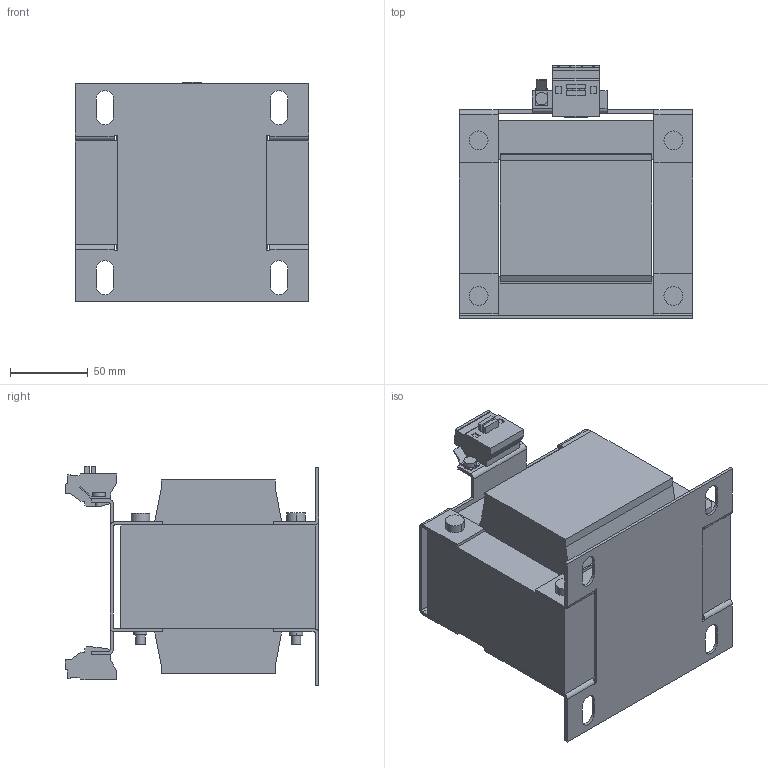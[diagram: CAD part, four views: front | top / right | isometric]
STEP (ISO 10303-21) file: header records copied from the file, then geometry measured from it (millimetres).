
FILE_DESCRIPTION (( 'STEP AP203' ), '1' );
FILE_NAME ('CT-075-048-12-0.step', '2024-10-31T17:07:45', ( '' ), ( '' ), 'SwSTEP 2.0', 'SolidWorks 2023', '' );
FILE_SCHEMA (( 'CONFIG_CONTROL_DESIGN' ));
Length unit declared in the file: inch
Products named in the file (1): CT-075-048-12-0
Bounding box: 150 x 162.7 x 141 mm (x, y, z)
Volume: 1758089 mm3; surface area: 196659.7 mm2
Topology: 1 solids, 1 shells, 325 faces, 880 edges, 584 vertices
Faces by surface type: plane 233, cylinder 92
Entity records: 10313 total; most frequent: CARTESIAN_POINT 1790, ORIENTED_EDGE 1760, DIRECTION 1724, EDGE_CURVE 880, LINE 688, VECTOR 688, VERTEX_POINT 584, AXIS2_PLACEMENT_3D 518
